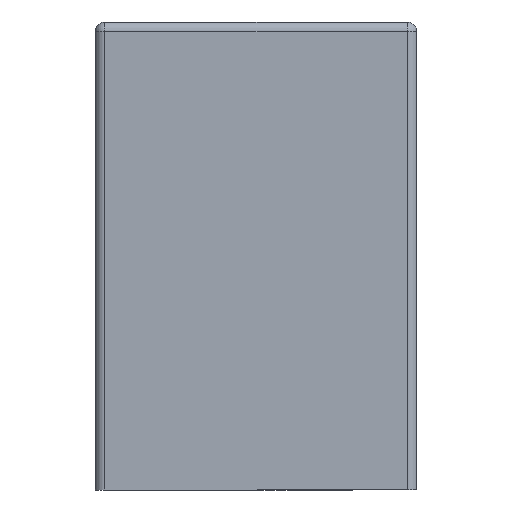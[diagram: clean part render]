
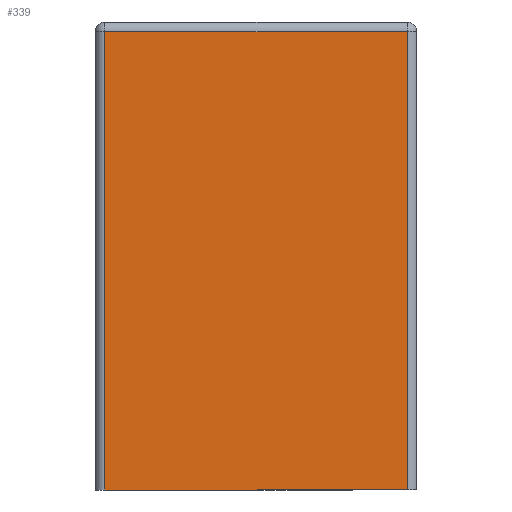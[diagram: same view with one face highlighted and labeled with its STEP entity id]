
A CAD part, left-side view. The second image highlights one B-rep face of the part: STEP entity #339.
In plain terms, the highlighted planar face has unit normal (-1, 0, 0).
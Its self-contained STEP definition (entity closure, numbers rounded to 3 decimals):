
#52 = EDGE_LOOP ( 'NONE', ( #572, #1084, #958, #747 ) ) ;
#173 = VERTEX_POINT ( 'NONE', #1502 ) ;
#339 = ADVANCED_FACE ( 'NONE', ( #566 ), #1131, .F. ) ;
#450 = VECTOR ( 'NONE', #1419, 1000. ) ;
#477 = CARTESIAN_POINT ( 'NONE',  ( -16.5, -7.75, 0. ) ) ;
#500 = VECTOR ( 'NONE', #1393, 1000. ) ;
#509 = DIRECTION ( 'NONE',  ( 0., 0., -1. ) ) ;
#566 = FACE_OUTER_BOUND ( 'NONE', #52, .T. ) ;
#572 = ORIENTED_EDGE ( 'NONE', *, *, #1597, .T. ) ;
#641 = AXIS2_PLACEMENT_3D ( 'NONE', #1190, #929, #509 ) ;
#644 = CARTESIAN_POINT ( 'NONE',  ( -16.5, 8.25, -18. ) ) ;
#716 = CARTESIAN_POINT ( 'NONE',  ( -16.5, 7.75, 0. ) ) ;
#730 = CARTESIAN_POINT ( 'NONE',  ( -16.5, 7.75, -18. ) ) ;
#747 = ORIENTED_EDGE ( 'NONE', *, *, #866, .T. ) ;
#781 = DIRECTION ( 'NONE',  ( 0., -1., 0. ) ) ;
#866 = EDGE_CURVE ( 'NONE', #1525, #996, #1154, .T. ) ;
#914 = DIRECTION ( 'NONE',  ( 0., 1., 0. ) ) ;
#929 = DIRECTION ( 'NONE',  ( 1., 0., 0. ) ) ;
#958 = ORIENTED_EDGE ( 'NONE', *, *, #1358, .T. ) ;
#996 = VERTEX_POINT ( 'NONE', #1320 ) ;
#1037 = LINE ( 'NONE', #644, #1350 ) ;
#1084 = ORIENTED_EDGE ( 'NONE', *, *, #1187, .T. ) ;
#1131 = PLANE ( 'NONE',  #641 ) ;
#1154 = LINE ( 'NONE', #477, #450 ) ;
#1187 = EDGE_CURVE ( 'NONE', #173, #1211, #1367, .T. ) ;
#1190 = CARTESIAN_POINT ( 'NONE',  ( -16.5, 0., 0. ) ) ;
#1211 = VERTEX_POINT ( 'NONE', #730 ) ;
#1294 = LINE ( 'NONE', #1699, #1582 ) ;
#1320 = CARTESIAN_POINT ( 'NONE',  ( -16.5, -7.75, 5.5 ) ) ;
#1350 = VECTOR ( 'NONE', #781, 1000. ) ;
#1358 = EDGE_CURVE ( 'NONE', #1211, #1525, #1037, .T. ) ;
#1367 = LINE ( 'NONE', #716, #500 ) ;
#1393 = DIRECTION ( 'NONE',  ( 0., 0., -1. ) ) ;
#1419 = DIRECTION ( 'NONE',  ( 0., 0., 1. ) ) ;
#1439 = CARTESIAN_POINT ( 'NONE',  ( -16.5, -7.75, -18. ) ) ;
#1502 = CARTESIAN_POINT ( 'NONE',  ( -16.5, 7.75, 5.5 ) ) ;
#1525 = VERTEX_POINT ( 'NONE', #1439 ) ;
#1582 = VECTOR ( 'NONE', #914, 1000. ) ;
#1597 = EDGE_CURVE ( 'NONE', #996, #173, #1294, .T. ) ;
#1699 = CARTESIAN_POINT ( 'NONE',  ( -16.5, 0., 5.5 ) ) ;
